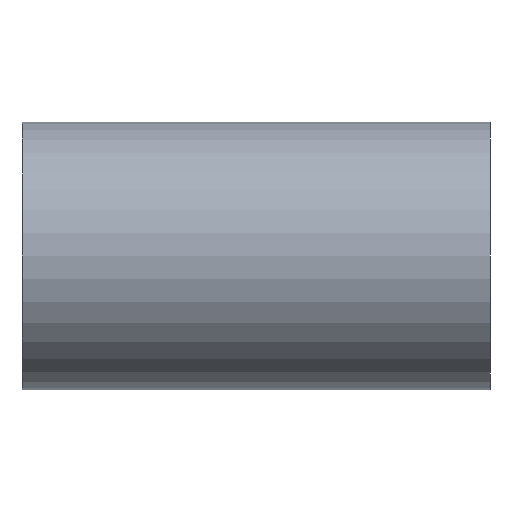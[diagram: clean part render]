
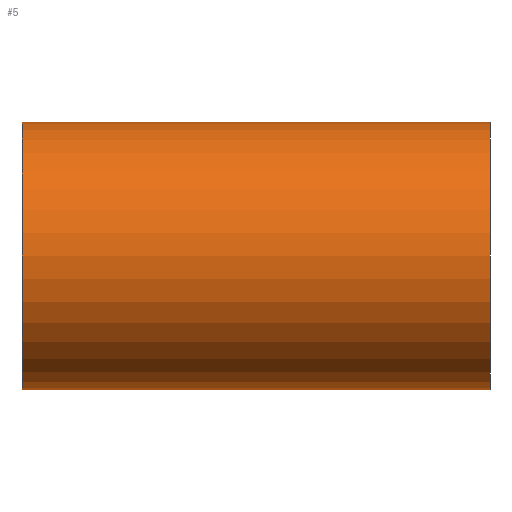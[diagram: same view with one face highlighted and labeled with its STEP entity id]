
A CAD part, front view. The second image highlights one B-rep face of the part: STEP entity #5.
In plain terms, the highlighted cylindrical face has radius 9.15 mm (diameter 18.3 mm), a partial arc.
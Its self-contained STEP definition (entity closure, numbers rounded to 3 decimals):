
#5 = ADVANCED_FACE ( 'NONE', ( #6 ), #37, .T. ) ;
#6 = FACE_OUTER_BOUND ( 'NONE', #23, .T. ) ;
#8 = VERTEX_POINT ( 'NONE', #14 ) ;
#10 = AXIS2_PLACEMENT_3D ( 'NONE', #139, #92, #179 ) ;
#14 = CARTESIAN_POINT ( 'NONE',  ( 16., 0., 9.15 ) ) ;
#15 = DIRECTION ( 'NONE',  ( -1., 0., 0. ) ) ;
#23 = EDGE_LOOP ( 'NONE', ( #72, #157, #84, #70 ) ) ;
#24 = EDGE_CURVE ( 'NONE', #82, #147, #29, .T. ) ;
#29 = CIRCLE ( 'NONE', #86, 9.15 ) ;
#30 = DIRECTION ( 'NONE',  ( -1., 0., 0. ) ) ;
#37 = CYLINDRICAL_SURFACE ( 'NONE', #140, 9.15 ) ;
#39 = DIRECTION ( 'NONE',  ( -1., 0., 0. ) ) ;
#40 = EDGE_CURVE ( 'NONE', #58, #82, #49, .T. ) ;
#49 = LINE ( 'NONE', #111, #114 ) ;
#58 = VERTEX_POINT ( 'NONE', #69 ) ;
#59 = DIRECTION ( 'NONE',  ( -1., 0., 0. ) ) ;
#63 = DIRECTION ( 'NONE',  ( 0., 0., 1. ) ) ;
#69 = CARTESIAN_POINT ( 'NONE',  ( 16., 0., -9.15 ) ) ;
#70 = ORIENTED_EDGE ( 'NONE', *, *, #24, .F. ) ;
#72 = ORIENTED_EDGE ( 'NONE', *, *, #40, .F. ) ;
#73 = VECTOR ( 'NONE', #59, 1000. ) ;
#82 = VERTEX_POINT ( 'NONE', #134 ) ;
#84 = ORIENTED_EDGE ( 'NONE', *, *, #164, .T. ) ;
#86 = AXIS2_PLACEMENT_3D ( 'NONE', #171, #15, #63 ) ;
#92 = DIRECTION ( 'NONE',  ( -1., 0., 0. ) ) ;
#102 = CIRCLE ( 'NONE', #10, 9.15 ) ;
#105 = DIRECTION ( 'NONE',  ( 0., 0., 1. ) ) ;
#111 = CARTESIAN_POINT ( 'NONE',  ( -16., 0., -9.15 ) ) ;
#114 = VECTOR ( 'NONE', #30, 1000. ) ;
#118 = CARTESIAN_POINT ( 'NONE',  ( -16., 0., 0. ) ) ;
#134 = CARTESIAN_POINT ( 'NONE',  ( -16., 0., -9.15 ) ) ;
#139 = CARTESIAN_POINT ( 'NONE',  ( 16., 0., 0. ) ) ;
#140 = AXIS2_PLACEMENT_3D ( 'NONE', #118, #39, #105 ) ;
#147 = VERTEX_POINT ( 'NONE', #151 ) ;
#151 = CARTESIAN_POINT ( 'NONE',  ( -16., 0., 9.15 ) ) ;
#157 = ORIENTED_EDGE ( 'NONE', *, *, #166, .T. ) ;
#164 = EDGE_CURVE ( 'NONE', #8, #147, #193, .T. ) ;
#166 = EDGE_CURVE ( 'NONE', #58, #8, #102, .T. ) ;
#171 = CARTESIAN_POINT ( 'NONE',  ( -16., 0., 0. ) ) ;
#179 = DIRECTION ( 'NONE',  ( 0., 0., 1. ) ) ;
#193 = LINE ( 'NONE', #196, #73 ) ;
#196 = CARTESIAN_POINT ( 'NONE',  ( -16., 0., 9.15 ) ) ;
